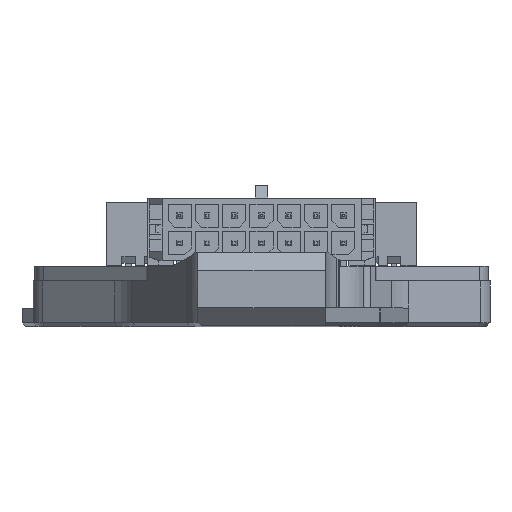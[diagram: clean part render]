
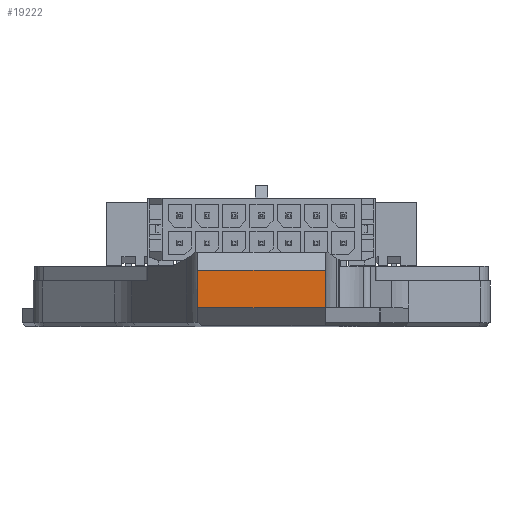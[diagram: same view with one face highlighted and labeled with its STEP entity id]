
A CAD part, top view. The second image highlights one B-rep face of the part: STEP entity #19222.
In plain terms, the highlighted face is planar.
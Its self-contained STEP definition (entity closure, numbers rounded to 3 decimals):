
#1560=FACE_OUTER_BOUND('',#2706,.T.);
#2706=EDGE_LOOP('',(#17045,#17046,#17047,#17048));
#4986=LINE('',#30396,#7396);
#4995=LINE('',#30413,#7405);
#5042=LINE('',#30594,#7452);
#5045=LINE('',#30601,#7455);
#7396=VECTOR('',#25023,10.);
#7405=VECTOR('',#25034,10.);
#7452=VECTOR('',#25203,10.);
#7455=VECTOR('',#25212,10.);
#9074=VERTEX_POINT('',#30393);
#9075=VERTEX_POINT('',#30395);
#9082=VERTEX_POINT('',#30411);
#9154=VERTEX_POINT('',#30590);
#11622=EDGE_CURVE('',#9075,#9074,#4986,.T.);
#11631=EDGE_CURVE('',#9082,#9074,#4995,.T.);
#11723=EDGE_CURVE('',#9075,#9154,#5042,.T.);
#11727=EDGE_CURVE('',#9154,#9082,#5045,.T.);
#17045=ORIENTED_EDGE('',*,*,#11723,.F.);
#17046=ORIENTED_EDGE('',*,*,#11622,.T.);
#17047=ORIENTED_EDGE('',*,*,#11631,.F.);
#17048=ORIENTED_EDGE('',*,*,#11727,.F.);
#17975=PLANE('',#20527);
#19222=ADVANCED_FACE('',(#1560),#17975,.T.);
#20527=AXIS2_PLACEMENT_3D('',#30796,#25440,#25441);
#25023=DIRECTION('',(0.,0.,-1.));
#25034=DIRECTION('',(1.,0.,0.));
#25203=DIRECTION('',(-1.,0.,0.));
#25212=DIRECTION('',(0.,0.,-1.));
#25440=DIRECTION('center_axis',(0.,1.,0.));
#25441=DIRECTION('ref_axis',(1.,0.,0.));
#30393=CARTESIAN_POINT('',(7.,31.2,-3.));
#30395=CARTESIAN_POINT('',(7.,31.2,1.1));
#30396=CARTESIAN_POINT('',(7.,31.2,0.));
#30411=CARTESIAN_POINT('',(-7.,31.2,-3.));
#30413=CARTESIAN_POINT('',(-3.5,31.2,-3.));
#30590=CARTESIAN_POINT('',(-7.,31.2,1.1));
#30594=CARTESIAN_POINT('',(-3.5,31.2,1.1));
#30601=CARTESIAN_POINT('',(-7.,31.2,0.));
#30796=CARTESIAN_POINT('Origin',(-7.,31.2,0.));
